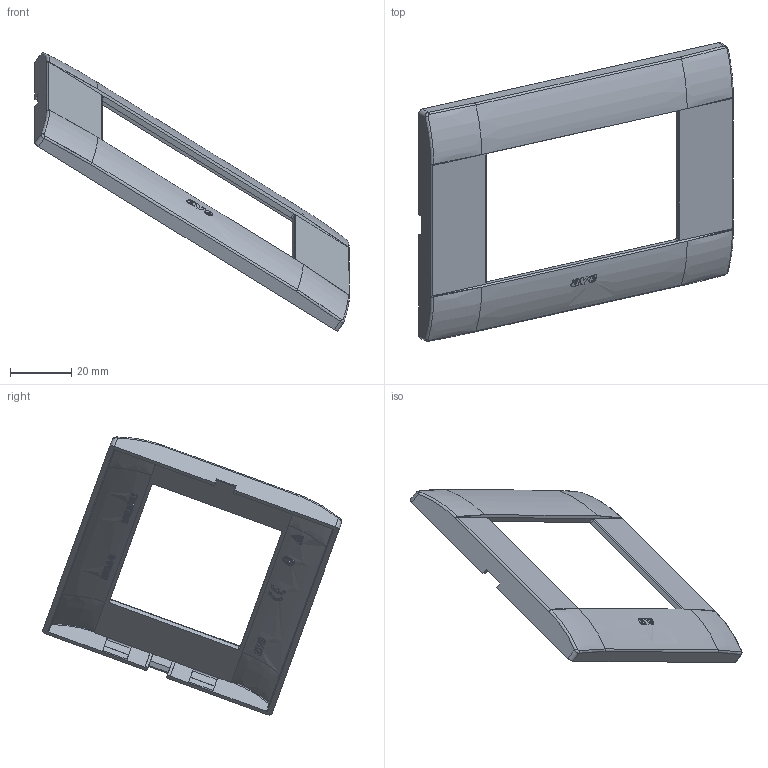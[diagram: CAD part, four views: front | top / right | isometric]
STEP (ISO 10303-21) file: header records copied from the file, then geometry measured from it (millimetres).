
FILE_DESCRIPTION(('CATIA V5 STEP Exchange'),'2;1');
FILE_NAME('45P03@.stp','2023-09-25T12:18:59+00:00',('none'),('none'),'CATIA Version 5-6 Release 2016 SP6','CATIA V5 STEP AP203','none');
FILE_SCHEMA(('CONFIG_CONTROL_DESIGN'));
Length unit declared in the file: millimetre
Products named in the file (1): 45P03@
Assembly tree (2 placements, depth 2):
  45P03@
    #57
    #101
Bounding box: 103.01 x 97.91 x 91.06 mm (x, y, z)
Volume: 11941.5 mm3; surface area: 17001.1 mm2
Topology: 1 solids, 1 shells, 625 faces, 1701 edges, 1121 vertices
Faces by surface type: plane 362, bspline 201, cylinder 58, cone 4
Entity records: 24753 total; most frequent: CARTESIAN_POINT 11825, ORIENTED_EDGE 3390, EDGE_CURVE 1695, DIRECTION 1391, VERTEX_POINT 1117, B_SPLINE_CURVE_WITH_KNOTS 1104, EDGE_LOOP 672, ADVANCED_FACE 625
